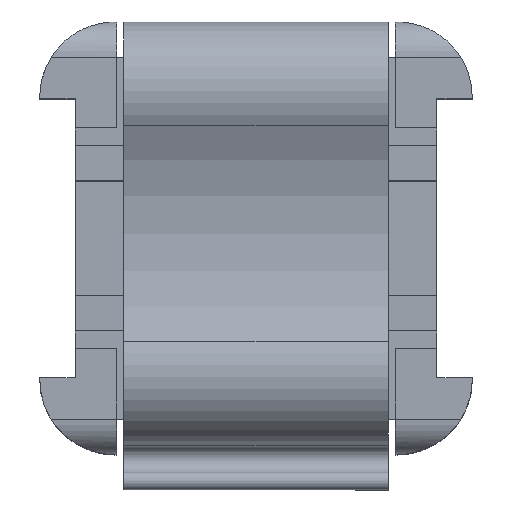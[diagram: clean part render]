
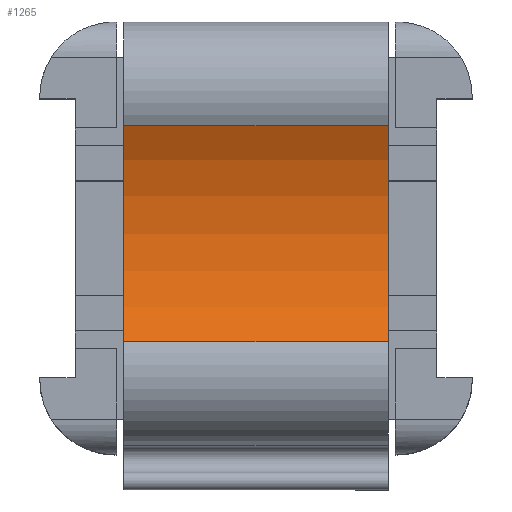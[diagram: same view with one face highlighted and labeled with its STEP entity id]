
A CAD part, top view. The second image highlights one B-rep face of the part: STEP entity #1265.
In plain terms, the highlighted cylindrical face has radius 13 mm (diameter 26 mm), a partial arc.
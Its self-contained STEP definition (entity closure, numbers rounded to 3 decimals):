
#264=AXIS2_PLACEMENT_3D('Circle Axis2P3D',#262,#263,$) ;
#1245=AXIS2_PLACEMENT_3D('Cylinder Axis2P3D',#1242,#1243,#1244) ;
#1249=AXIS2_PLACEMENT_3D('Circle Axis2P3D',#1247,#1248,$) ;
#259=CARTESIAN_POINT('Vertex',(4.75,8.382,23.527)) ;
#262=CARTESIAN_POINT('Axis2P3D Location',(4.75,14.5,34.997)) ;
#266=CARTESIAN_POINT('Vertex',(4.75,20.618,23.527)) ;
#1226=CARTESIAN_POINT('Vertex',(19.75,8.382,23.527)) ;
#1229=CARTESIAN_POINT('Line Origine',(4.75,8.382,23.527)) ;
#1242=CARTESIAN_POINT('Axis2P3D Location',(4.75,14.5,34.997)) ;
#1247=CARTESIAN_POINT('Axis2P3D Location',(19.75,14.5,34.997)) ;
#1251=CARTESIAN_POINT('Vertex',(19.75,20.618,23.527)) ;
#1254=CARTESIAN_POINT('Line Origine',(4.75,20.618,23.527)) ;
#263=DIRECTION('Axis2P3D Direction',(-1.,0.,0.)) ;
#1230=DIRECTION('Vector Direction',(-1.,0.,0.)) ;
#1243=DIRECTION('Axis2P3D Direction',(-1.,0.,0.)) ;
#1244=DIRECTION('Axis2P3D XDirection',(0.,1.,0.)) ;
#1248=DIRECTION('Axis2P3D Direction',(-1.,0.,0.)) ;
#1255=DIRECTION('Vector Direction',(-1.,0.,0.)) ;
#1231=VECTOR('Line Direction',#1230,1.) ;
#1256=VECTOR('Line Direction',#1255,1.) ;
#1260=ORIENTED_EDGE('',*,*,#1253,.F.) ;
#1261=ORIENTED_EDGE('',*,*,#1258,.F.) ;
#1262=ORIENTED_EDGE('',*,*,#268,.T.) ;
#1263=ORIENTED_EDGE('',*,*,#1233,.T.) ;
#1265=ADVANCED_FACE('V1',(#1264),#1246,.F.) ;
#265=CIRCLE('generated circle',#264,13.) ;
#1250=CIRCLE('generated circle',#1249,13.) ;
#1246=CYLINDRICAL_SURFACE('generated cylinder',#1245,13.) ;
#268=EDGE_CURVE('',#267,#260,#265,.T.) ;
#1233=EDGE_CURVE('',#260,#1227,#1232,.F.) ;
#1253=EDGE_CURVE('',#1252,#1227,#1250,.T.) ;
#1258=EDGE_CURVE('',#267,#1252,#1257,.F.) ;
#1259=EDGE_LOOP('',(#1260,#1261,#1262,#1263)) ;
#1264=FACE_OUTER_BOUND('',#1259,.T.) ;
#1232=LINE('Line',#1229,#1231) ;
#1257=LINE('Line',#1254,#1256) ;
#260=VERTEX_POINT('',#259) ;
#267=VERTEX_POINT('',#266) ;
#1227=VERTEX_POINT('',#1226) ;
#1252=VERTEX_POINT('',#1251) ;
